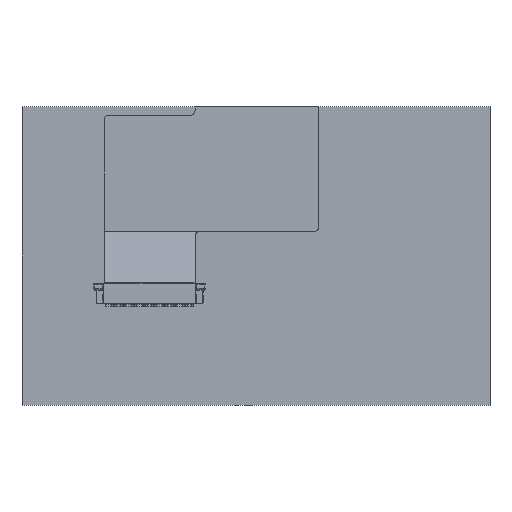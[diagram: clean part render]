
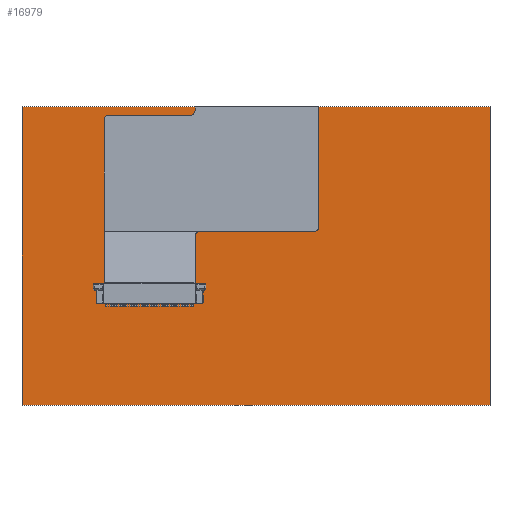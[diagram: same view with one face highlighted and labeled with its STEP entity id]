
A CAD part, front view. The second image highlights one B-rep face of the part: STEP entity #16979.
In plain terms, the highlighted planar face has unit normal (0, -1, 0).
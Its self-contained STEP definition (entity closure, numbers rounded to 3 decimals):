
#1002=FACE_OUTER_BOUND('',#1978,.T.);
#1978=EDGE_LOOP('',(#14241,#14242,#14243,#14244));
#3909=LINE('',#26428,#6129);
#3913=LINE('',#26436,#6133);
#3916=LINE('',#26442,#6136);
#3919=LINE('',#26447,#6139);
#6129=VECTOR('',#21644,10.);
#6133=VECTOR('',#21650,10.);
#6136=VECTOR('',#21655,10.);
#6139=VECTOR('',#21660,10.);
#7875=VERTEX_POINT('',#26426);
#7876=VERTEX_POINT('',#26427);
#7879=VERTEX_POINT('',#26435);
#7881=VERTEX_POINT('',#26441);
#10055=EDGE_CURVE('',#7875,#7876,#3909,.T.);
#10059=EDGE_CURVE('',#7879,#7875,#3913,.T.);
#10062=EDGE_CURVE('',#7881,#7879,#3916,.T.);
#10065=EDGE_CURVE('',#7876,#7881,#3919,.T.);
#14241=ORIENTED_EDGE('',*,*,#10065,.F.);
#14242=ORIENTED_EDGE('',*,*,#10055,.F.);
#14243=ORIENTED_EDGE('',*,*,#10059,.F.);
#14244=ORIENTED_EDGE('',*,*,#10062,.F.);
#15961=PLANE('',#18114);
#16979=ADVANCED_FACE('',(#1002),#15961,.F.);
#18114=AXIS2_PLACEMENT_3D('',#26450,#21664,#21665);
#21644=DIRECTION('',(1.,0.,0.));
#21650=DIRECTION('',(0.,0.,1.));
#21655=DIRECTION('',(-1.,0.,0.));
#21660=DIRECTION('',(0.,0.,-1.));
#21664=DIRECTION('center_axis',(0.,1.,0.));
#21665=DIRECTION('ref_axis',(1.,0.,0.));
#26426=CARTESIAN_POINT('',(-52.75,0.,33.6));
#26427=CARTESIAN_POINT('',(52.75,0.,33.6));
#26428=CARTESIAN_POINT('',(-52.75,0.,33.6));
#26435=CARTESIAN_POINT('',(-52.75,0.,-33.6));
#26436=CARTESIAN_POINT('',(-52.75,0.,-33.6));
#26441=CARTESIAN_POINT('',(52.75,0.,-33.6));
#26442=CARTESIAN_POINT('',(52.75,0.,-33.6));
#26447=CARTESIAN_POINT('',(52.75,0.,33.6));
#26450=CARTESIAN_POINT('Origin',(0.,0.,0.));
